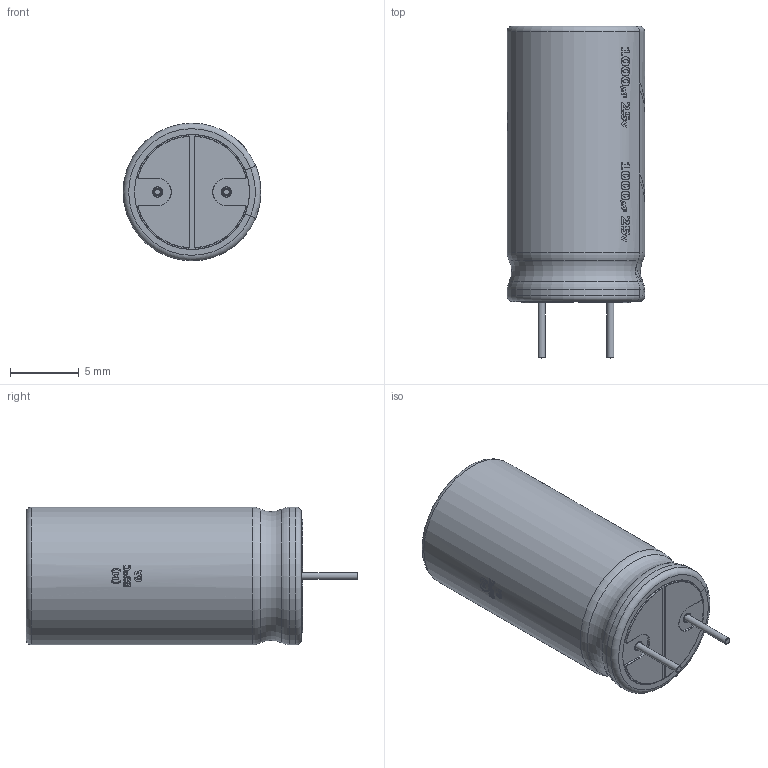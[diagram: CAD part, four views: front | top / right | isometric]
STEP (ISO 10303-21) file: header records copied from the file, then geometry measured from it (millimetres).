
FILE_DESCRIPTION(/* description */ (''),/* implementation_level */ '2;1');
FILE_NAME(/* name */ '1000uF 25V electr 10 x20mm -P.diameter 5mm-Black-White.stp',/* time_stamp */ '2023-02-17T03:10:29+01:00',/* author */ ('JOSE LUIS'),/* organization */ (''),/* preprocessor_version */ 'ST-DEVELOPER v18',/* originating_system */ 'Autodesk Inventor 2020',/* authorisation */ '');
FILE_SCHEMA (('AUTOMOTIVE_DESIGN { 1 0 10303 214 3 1 1 }'));
Length unit declared in the file: millimetre
Products named in the file (1): 1000uF 25V electr 10 x20mm -P.diameter 5mm-Black-Yellow
Bounding box: 10 x 24.1 x 10 mm (x, y, z)
Volume: 1555.8 mm3; surface area: 801.3 mm2
Topology: 1 solids, 1 shells, 172 faces, 711 edges, 589 vertices
Faces by surface type: cylinder 96, torus 40, plane 32, cone 4
Full cylindrical faces by diameter (mm): 0.5 x2, 0.57 x2, 0.73 x2, 8.35 x2
Entity records: 9695 total; most frequent: CARTESIAN_POINT 3593, ORIENTED_EDGE 1422, DIRECTION 1023, EDGE_CURVE 711, VERTEX_POINT 589, AXIS2_PLACEMENT_3D 421, B_SPLINE_CURVE_WITH_KNOTS 282, CIRCLE 225
